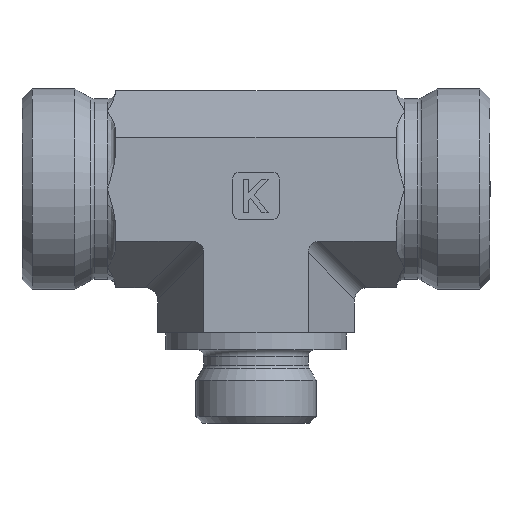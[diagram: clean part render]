
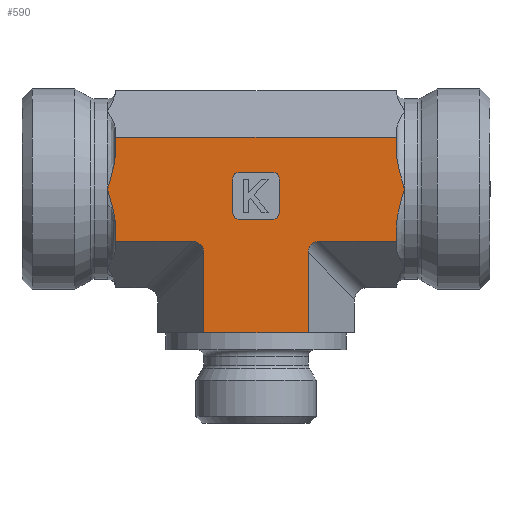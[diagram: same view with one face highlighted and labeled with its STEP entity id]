
A CAD part, left-side view. The second image highlights one B-rep face of the part: STEP entity #590.
In plain terms, the highlighted planar face has unit normal (-1, 0, 0).
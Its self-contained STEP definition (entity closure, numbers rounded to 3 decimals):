
#215=CARTESIAN_POINT('',(-31.685,17.338,2.));
#216=VERTEX_POINT('',#215);
#223=CARTESIAN_POINT('',(-31.685,9.544,2.));
#224=VERTEX_POINT('',#223);
#232=CARTESIAN_POINT('',(-31.685,17.338,2.));
#233=DIRECTION('',(0.0,-1.0,0.0));
#234=VECTOR('',#233,7.794);
#235=LINE('',#232,#234);
#236=EDGE_CURVE('',#216,#224,#235,.T.);
#246=CARTESIAN_POINT('',(-31.685,1.75,2.));
#247=VERTEX_POINT('',#246);
#248=CARTESIAN_POINT('',(-31.685,9.544,2.));
#249=DIRECTION('',(0.0,-1.0,0.0));
#250=VECTOR('',#249,7.794);
#251=LINE('',#248,#250);
#252=EDGE_CURVE('',#224,#247,#251,.T.);
#367=CARTESIAN_POINT('',(-31.685,17.338,13.974));
#368=VERTEX_POINT('',#367);
#369=CARTESIAN_POINT('',(-31.685,17.338,2.));
#370=DIRECTION('',(0.0,0.0,1.0));
#371=VECTOR('',#370,11.974);
#372=LINE('',#369,#371);
#373=EDGE_CURVE('',#216,#368,#372,.T.);
#394=CARTESIAN_POINT('',(-31.685,1.75,0.0));
#395=DIRECTION('',(-1.0,0.0,0.0));
#396=DIRECTION('',(0.0,0.0,1.0));
#397=AXIS2_PLACEMENT_3D('',#394,#395,#396);
#398=PLANE('',#397);
#399=ORIENTED_EDGE('',*,*,#236,.T.);
#400=ORIENTED_EDGE('',*,*,#252,.T.);
#401=CARTESIAN_POINT('',(-31.685,1.75,13.974));
#402=VERTEX_POINT('',#401);
#403=CARTESIAN_POINT('',(-31.685,1.75,2.));
#404=DIRECTION('',(0.0,0.0,1.0));
#405=VECTOR('',#404,11.974);
#406=LINE('',#403,#405);
#407=EDGE_CURVE('',#247,#402,#406,.T.);
#408=ORIENTED_EDGE('',*,*,#407,.T.);
#409=CARTESIAN_POINT('',(-31.685,0.018,15.706));
#410=VERTEX_POINT('',#409);
#411=CARTESIAN_POINT('',(-31.685,-0.56,13.396));
#412=DIRECTION('',(-1.0,0.0,0.0));
#413=DIRECTION('',(0.0,0.707,0.707));
#414=AXIS2_PLACEMENT_3D('',#411,#412,#413);
#415=ELLIPSE('',#414,2.582,2.0);
#416=EDGE_CURVE('',#410,#402,#415,.T.);
#417=ORIENTED_EDGE('',*,*,#416,.F.);
#418=CARTESIAN_POINT('',(-31.685,-11.456,15.706));
#419=VERTEX_POINT('',#418);
#420=CARTESIAN_POINT('',(-31.685,0.018,15.706));
#421=DIRECTION('',(0.0,-1.0,0.0));
#422=VECTOR('',#421,11.474);
#423=LINE('',#420,#422);
#424=EDGE_CURVE('',#410,#419,#423,.T.);
#425=ORIENTED_EDGE('',*,*,#424,.T.);
#426=CARTESIAN_POINT('',(-31.685,-11.456,17.683));
#427=VERTEX_POINT('',#426);
#428=CARTESIAN_POINT('',(-31.685,-11.456,15.706));
#429=DIRECTION('',(0.0,0.0,1.0));
#430=VECTOR('',#429,1.977);
#431=LINE('',#428,#430);
#432=EDGE_CURVE('',#419,#427,#431,.T.);
#433=ORIENTED_EDGE('',*,*,#432,.T.);
#434=CARTESIAN_POINT('',(-31.685,-12.656,23.5));
#435=VERTEX_POINT('',#434);
#436=CARTESIAN_POINT('',(-31.685,-11.456,17.683));
#437=CARTESIAN_POINT('',(-31.685,-11.456,19.556));
#438=CARTESIAN_POINT('',(-31.685,-12.121,21.704));
#439=CARTESIAN_POINT('',(-31.685,-12.656,23.5));
#440=B_SPLINE_CURVE_WITH_KNOTS('',3,(#436,#437,#438,#439),.UNSPECIFIED.,.F.,.U.,(4,4),(1.145,1.707),.UNSPECIFIED.);
#441=EDGE_CURVE('',#427,#435,#440,.T.);
#442=ORIENTED_EDGE('',*,*,#441,.T.);
#443=CARTESIAN_POINT('',(-31.685,-11.456,29.317));
#444=VERTEX_POINT('',#443);
#445=CARTESIAN_POINT('',(-31.685,-12.656,23.5));
#446=CARTESIAN_POINT('',(-31.685,-12.121,25.296));
#447=CARTESIAN_POINT('',(-31.685,-11.456,27.444));
#448=CARTESIAN_POINT('',(-31.685,-11.456,29.317));
#449=B_SPLINE_CURVE_WITH_KNOTS('',3,(#445,#446,#447,#448),.UNSPECIFIED.,.F.,.U.,(4,4),(0.0,0.562),.UNSPECIFIED.);
#450=EDGE_CURVE('',#435,#444,#449,.T.);
#451=ORIENTED_EDGE('',*,*,#450,.T.);
#452=CARTESIAN_POINT('',(-31.685,-11.456,31.294));
#453=VERTEX_POINT('',#452);
#454=CARTESIAN_POINT('',(-31.685,-11.456,29.317));
#455=DIRECTION('',(0.0,0.0,1.0));
#456=VECTOR('',#455,1.977);
#457=LINE('',#454,#456);
#458=EDGE_CURVE('',#444,#453,#457,.T.);
#459=ORIENTED_EDGE('',*,*,#458,.T.);
#460=CARTESIAN_POINT('',(-31.685,30.544,31.294));
#461=VERTEX_POINT('',#460);
#462=CARTESIAN_POINT('',(-31.685,30.544,31.294));
#463=DIRECTION('',(0.0,-1.0,0.0));
#464=VECTOR('',#463,42.);
#465=LINE('',#462,#464);
#466=EDGE_CURVE('',#461,#453,#465,.T.);
#467=ORIENTED_EDGE('',*,*,#466,.F.);
#468=CARTESIAN_POINT('',(-31.685,30.544,29.317));
#469=VERTEX_POINT('',#468);
#470=CARTESIAN_POINT('',(-31.685,30.544,31.294));
#471=DIRECTION('',(0.0,0.0,-1.0));
#472=VECTOR('',#471,1.977);
#473=LINE('',#470,#472);
#474=EDGE_CURVE('',#461,#469,#473,.T.);
#475=ORIENTED_EDGE('',*,*,#474,.T.);
#476=CARTESIAN_POINT('',(-31.685,31.744,23.5));
#477=VERTEX_POINT('',#476);
#478=CARTESIAN_POINT('',(-31.685,30.544,29.317));
#479=CARTESIAN_POINT('',(-31.685,30.544,27.444));
#480=CARTESIAN_POINT('',(-31.685,31.209,25.296));
#481=CARTESIAN_POINT('',(-31.685,31.744,23.5));
#482=B_SPLINE_CURVE_WITH_KNOTS('',3,(#478,#479,#480,#481),.UNSPECIFIED.,.F.,.U.,(4,4),(1.145,1.707),.UNSPECIFIED.);
#483=EDGE_CURVE('',#469,#477,#482,.T.);
#484=ORIENTED_EDGE('',*,*,#483,.T.);
#485=CARTESIAN_POINT('',(-31.685,30.544,17.683));
#486=VERTEX_POINT('',#485);
#487=CARTESIAN_POINT('',(-31.685,31.744,23.5));
#488=CARTESIAN_POINT('',(-31.685,31.209,21.704));
#489=CARTESIAN_POINT('',(-31.685,30.544,19.556));
#490=CARTESIAN_POINT('',(-31.685,30.544,17.683));
#491=B_SPLINE_CURVE_WITH_KNOTS('',3,(#487,#488,#489,#490),.UNSPECIFIED.,.F.,.U.,(4,4),(0.0,0.562),.UNSPECIFIED.);
#492=EDGE_CURVE('',#477,#486,#491,.T.);
#493=ORIENTED_EDGE('',*,*,#492,.T.);
#494=CARTESIAN_POINT('',(-31.685,30.544,15.706));
#495=VERTEX_POINT('',#494);
#496=CARTESIAN_POINT('',(-31.685,30.544,17.683));
#497=DIRECTION('',(0.0,0.0,-1.0));
#498=VECTOR('',#497,1.977);
#499=LINE('',#496,#498);
#500=EDGE_CURVE('',#486,#495,#499,.T.);
#501=ORIENTED_EDGE('',*,*,#500,.T.);
#502=CARTESIAN_POINT('',(-31.685,19.07,15.706));
#503=VERTEX_POINT('',#502);
#504=CARTESIAN_POINT('',(-31.685,19.07,15.706));
#505=DIRECTION('',(0.0,1.0,0.0));
#506=VECTOR('',#505,11.474);
#507=LINE('',#504,#506);
#508=EDGE_CURVE('',#503,#495,#507,.T.);
#509=ORIENTED_EDGE('',*,*,#508,.F.);
#510=CARTESIAN_POINT('',(-31.685,19.648,13.396));
#511=DIRECTION('',(-1.0,0.0,0.0));
#512=DIRECTION('',(0.0,-0.707,0.707));
#513=AXIS2_PLACEMENT_3D('',#510,#511,#512);
#514=ELLIPSE('',#513,2.582,2.0);
#515=EDGE_CURVE('',#368,#503,#514,.T.);
#516=ORIENTED_EDGE('',*,*,#515,.F.);
#517=ORIENTED_EDGE('',*,*,#373,.F.);
#518=EDGE_LOOP('',(#399,#400,#408,#417,#425,#433,#442,#451,#459,#467,#475,#484,#493,#501,#509,#516,#517));
#519=FACE_OUTER_BOUND('',#518,.T.);
#520=CARTESIAN_POINT('',(-31.685,7.044,19.));
#521=VERTEX_POINT('',#520);
#522=CARTESIAN_POINT('',(-31.685,12.044,19.));
#523=VERTEX_POINT('',#522);
#524=CARTESIAN_POINT('',(-31.685,7.044,19.));
#525=DIRECTION('',(0.0,1.0,0.0));
#526=VECTOR('',#525,5.);
#527=LINE('',#524,#526);
#528=EDGE_CURVE('',#521,#523,#527,.T.);
#529=ORIENTED_EDGE('',*,*,#528,.T.);
#530=CARTESIAN_POINT('',(-31.685,13.044,20.));
#531=VERTEX_POINT('',#530);
#532=CARTESIAN_POINT('',(-31.685,12.044,20.));
#533=DIRECTION('',(-1.0,0.0,0.0));
#534=DIRECTION('',(0.0,0.707,-0.707));
#535=AXIS2_PLACEMENT_3D('',#532,#533,#534);
#536=CIRCLE('',#535,1.0);
#537=EDGE_CURVE('',#531,#523,#536,.T.);
#538=ORIENTED_EDGE('',*,*,#537,.F.);
#539=CARTESIAN_POINT('',(-31.685,13.044,25.0));
#540=VERTEX_POINT('',#539);
#541=CARTESIAN_POINT('',(-31.685,13.044,20.0));
#542=DIRECTION('',(0.0,0.0,1.0));
#543=VECTOR('',#542,5.0);
#544=LINE('',#541,#543);
#545=EDGE_CURVE('',#531,#540,#544,.T.);
#546=ORIENTED_EDGE('',*,*,#545,.T.);
#547=CARTESIAN_POINT('',(-31.685,12.044,26.));
#548=VERTEX_POINT('',#547);
#549=CARTESIAN_POINT('',(-31.685,12.044,25.0));
#550=DIRECTION('',(-1.0,0.0,0.0));
#551=DIRECTION('',(0.0,0.707,0.707));
#552=AXIS2_PLACEMENT_3D('',#549,#550,#551);
#553=CIRCLE('',#552,1.0);
#554=EDGE_CURVE('',#548,#540,#553,.T.);
#555=ORIENTED_EDGE('',*,*,#554,.F.);
#556=CARTESIAN_POINT('',(-31.685,7.044,26.));
#557=VERTEX_POINT('',#556);
#558=CARTESIAN_POINT('',(-31.685,12.044,26.));
#559=DIRECTION('',(0.0,-1.0,0.0));
#560=VECTOR('',#559,5.);
#561=LINE('',#558,#560);
#562=EDGE_CURVE('',#548,#557,#561,.T.);
#563=ORIENTED_EDGE('',*,*,#562,.T.);
#564=CARTESIAN_POINT('',(-31.685,6.044,25.));
#565=VERTEX_POINT('',#564);
#566=CARTESIAN_POINT('',(-31.685,7.044,25.));
#567=DIRECTION('',(-1.0,0.0,0.0));
#568=DIRECTION('',(0.0,-0.707,0.707));
#569=AXIS2_PLACEMENT_3D('',#566,#567,#568);
#570=CIRCLE('',#569,1.0);
#571=EDGE_CURVE('',#565,#557,#570,.T.);
#572=ORIENTED_EDGE('',*,*,#571,.F.);
#573=CARTESIAN_POINT('',(-31.685,6.044,20.));
#574=VERTEX_POINT('',#573);
#575=CARTESIAN_POINT('',(-31.685,6.044,25.));
#576=DIRECTION('',(0.0,0.0,-1.0));
#577=VECTOR('',#576,5.);
#578=LINE('',#575,#577);
#579=EDGE_CURVE('',#565,#574,#578,.T.);
#580=ORIENTED_EDGE('',*,*,#579,.T.);
#581=CARTESIAN_POINT('',(-31.685,7.044,20.));
#582=DIRECTION('',(-1.0,0.0,0.0));
#583=DIRECTION('',(0.0,-0.707,-0.707));
#584=AXIS2_PLACEMENT_3D('',#581,#582,#583);
#585=CIRCLE('',#584,1.0);
#586=EDGE_CURVE('',#521,#574,#585,.T.);
#587=ORIENTED_EDGE('',*,*,#586,.F.);
#588=EDGE_LOOP('',(#529,#538,#546,#555,#563,#572,#580,#587));
#589=FACE_BOUND('',#588,.T.);
#590=ADVANCED_FACE('',(#519,#589),#398,.T.);
